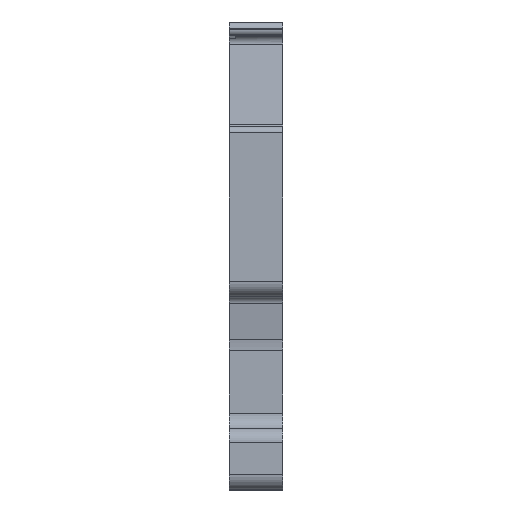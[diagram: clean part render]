
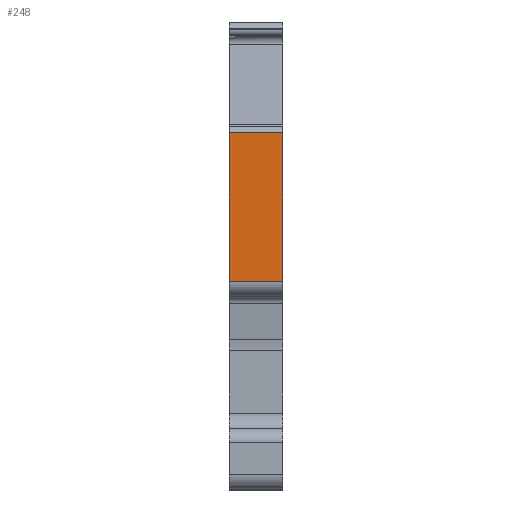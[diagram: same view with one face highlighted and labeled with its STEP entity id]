
A CAD part, front view. The second image highlights one B-rep face of the part: STEP entity #248.
In plain terms, the highlighted planar face has unit normal (0, -1, 0).
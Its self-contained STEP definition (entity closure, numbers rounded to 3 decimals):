
#248 = ADVANCED_FACE( '', ( #671 ), #672, .T. );
#671 = FACE_OUTER_BOUND( '', #1266, .T. );
#672 = PLANE( '', #1267 );
#1266 = EDGE_LOOP( '', ( #1948, #1949, #1950, #1951 ) );
#1267 = AXIS2_PLACEMENT_3D( '', #1952, #1953, #1954 );
#1948 = ORIENTED_EDGE( '', *, *, #3776, .F. );
#1949 = ORIENTED_EDGE( '', *, *, #3777, .F. );
#1950 = ORIENTED_EDGE( '', *, *, #3778, .T. );
#1951 = ORIENTED_EDGE( '', *, *, #3779, .T. );
#1952 = CARTESIAN_POINT( '', ( -3.5, -31.4, 7.182 ) );
#1953 = DIRECTION( '', ( 0., -1., 0. ) );
#1954 = DIRECTION( '', ( -1., 0., 0. ) );
#3776 = EDGE_CURVE( '', #4598, #4599, #4600, .T. );
#3777 = EDGE_CURVE( '', #4601, #4598, #4602, .T. );
#3778 = EDGE_CURVE( '', #4601, #4603, #4604, .T. );
#3779 = EDGE_CURVE( '', #4603, #4599, #4605, .T. );
#4598 = VERTEX_POINT( '', #5770 );
#4599 = VERTEX_POINT( '', #5771 );
#4600 = LINE( '', #5772, #5773 );
#4601 = VERTEX_POINT( '', #5774 );
#4602 = LINE( '', #5775, #5776 );
#4603 = VERTEX_POINT( '', #5777 );
#4604 = LINE( '', #5778, #5779 );
#4605 = LINE( '', #5780, #5781 );
#5770 = CARTESIAN_POINT( '', ( 0., -31.4, 7.182 ) );
#5771 = CARTESIAN_POINT( '', ( 0., -31.4, -2.5 ) );
#5772 = CARTESIAN_POINT( '', ( 0., -31.4, -15.1 ) );
#5773 = VECTOR( '', #7158, 1000. );
#5774 = CARTESIAN_POINT( '', ( -3.5, -31.4, 7.182 ) );
#5775 = CARTESIAN_POINT( '', ( -3.5, -31.4, 7.182 ) );
#5776 = VECTOR( '', #7159, 1000. );
#5777 = CARTESIAN_POINT( '', ( -3.5, -31.4, -2.5 ) );
#5778 = CARTESIAN_POINT( '', ( -3.5, -31.4, 7.182 ) );
#5779 = VECTOR( '', #7160, 1000. );
#5780 = CARTESIAN_POINT( '', ( -3.5, -31.4, -2.5 ) );
#5781 = VECTOR( '', #7161, 1000. );
#7158 = DIRECTION( '', ( 0., 0., -1. ) );
#7159 = DIRECTION( '', ( 1., 0., 0. ) );
#7160 = DIRECTION( '', ( 0., 0., -1. ) );
#7161 = DIRECTION( '', ( 1., 0., 0. ) );
